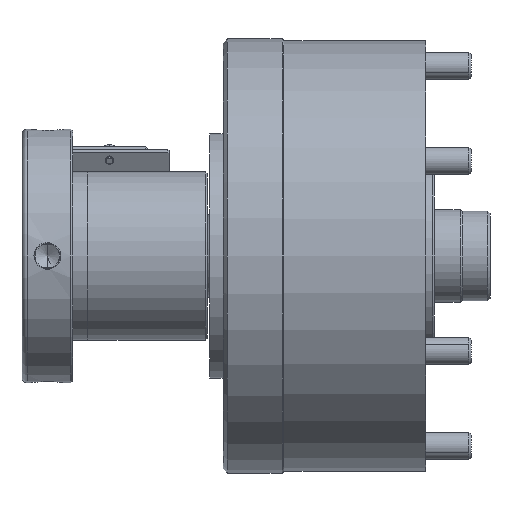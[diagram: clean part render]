
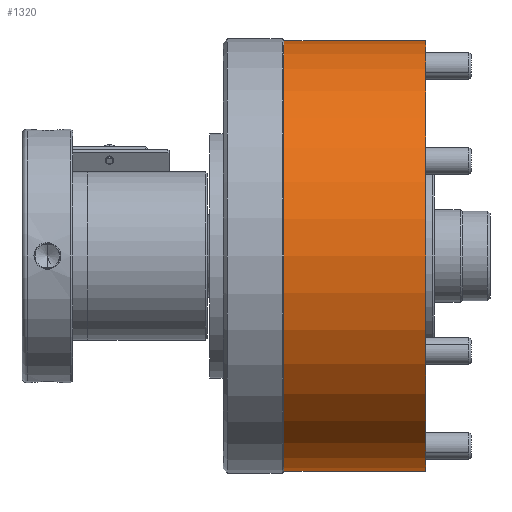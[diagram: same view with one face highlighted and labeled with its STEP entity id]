
A CAD part, front view. The second image highlights one B-rep face of the part: STEP entity #1320.
In plain terms, the highlighted cylindrical face has radius 127.5 mm (diameter 255 mm), a partial arc.
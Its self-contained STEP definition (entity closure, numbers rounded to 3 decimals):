
#802 = ORIENTED_EDGE ( 'NONE', *, *, #5706, .F. ) ;
#1020 = DIRECTION ( 'NONE',  ( 0., 0., 1. ) ) ;
#1320 = ADVANCED_FACE ( 'NONE', ( #5635 ), #10412, .T. ) ;
#1857 = AXIS2_PLACEMENT_3D ( 'NONE', #11655, #5000, #10709 ) ;
#2077 = DIRECTION ( 'NONE',  ( -1., 0., 0. ) ) ;
#2260 = EDGE_CURVE ( 'NONE', #6745, #3070, #6780, .T. ) ;
#2771 = ORIENTED_EDGE ( 'NONE', *, *, #2260, .T. ) ;
#2963 = VERTEX_POINT ( 'NONE', #3317 ) ;
#3070 = VERTEX_POINT ( 'NONE', #10937 ) ;
#3183 = AXIS2_PLACEMENT_3D ( 'NONE', #3213, #9856, #4168 ) ;
#3213 = CARTESIAN_POINT ( 'NONE',  ( 10., 0., 0. ) ) ;
#3317 = CARTESIAN_POINT ( 'NONE',  ( 10., 0., -127.5 ) ) ;
#3757 = CIRCLE ( 'NONE', #3183, 127.5 ) ;
#3783 = LINE ( 'NONE', #8554, #8515 ) ;
#3937 = ORIENTED_EDGE ( 'NONE', *, *, #8965, .T. ) ;
#4168 = DIRECTION ( 'NONE',  ( 0., 0., 1. ) ) ;
#5000 = DIRECTION ( 'NONE',  ( -1., 0., 0. ) ) ;
#5362 = CARTESIAN_POINT ( 'NONE',  ( 0., 0., 127.5 ) ) ;
#5410 = LINE ( 'NONE', #5362, #7630 ) ;
#5635 = FACE_OUTER_BOUND ( 'NONE', #8600, .T. ) ;
#5706 = EDGE_CURVE ( 'NONE', #6745, #2963, #3783, .T. ) ;
#6033 = CARTESIAN_POINT ( 'NONE',  ( 0., 0., 0. ) ) ;
#6112 = CARTESIAN_POINT ( 'NONE',  ( 10., 0., 127.5 ) ) ;
#6309 = DIRECTION ( 'NONE',  ( -1., 0., 0. ) ) ;
#6503 = DIRECTION ( 'NONE',  ( -1., 0., 0. ) ) ;
#6719 = EDGE_CURVE ( 'NONE', #2963, #6783, #3757, .T. ) ;
#6745 = VERTEX_POINT ( 'NONE', #11788 ) ;
#6780 = CIRCLE ( 'NONE', #1857, 127.5 ) ;
#6783 = VERTEX_POINT ( 'NONE', #6112 ) ;
#7630 = VECTOR ( 'NONE', #6309, 1000. ) ;
#7894 = AXIS2_PLACEMENT_3D ( 'NONE', #6033, #2077, #1020 ) ;
#8515 = VECTOR ( 'NONE', #6503, 1000. ) ;
#8554 = CARTESIAN_POINT ( 'NONE',  ( 0., 0., -127.5 ) ) ;
#8600 = EDGE_LOOP ( 'NONE', ( #802, #2771, #3937, #10211 ) ) ;
#8965 = EDGE_CURVE ( 'NONE', #3070, #6783, #5410, .T. ) ;
#9856 = DIRECTION ( 'NONE',  ( -1., 0., 0. ) ) ;
#10211 = ORIENTED_EDGE ( 'NONE', *, *, #6719, .F. ) ;
#10412 = CYLINDRICAL_SURFACE ( 'NONE', #7894, 127.5 ) ;
#10709 = DIRECTION ( 'NONE',  ( 0., 0., 1. ) ) ;
#10937 = CARTESIAN_POINT ( 'NONE',  ( 94., 0., 127.5 ) ) ;
#11655 = CARTESIAN_POINT ( 'NONE',  ( 94., 0., 0. ) ) ;
#11788 = CARTESIAN_POINT ( 'NONE',  ( 94., 0., -127.5 ) ) ;
